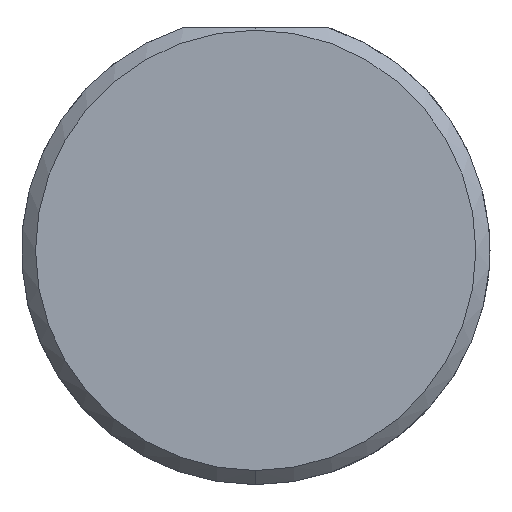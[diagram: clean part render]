
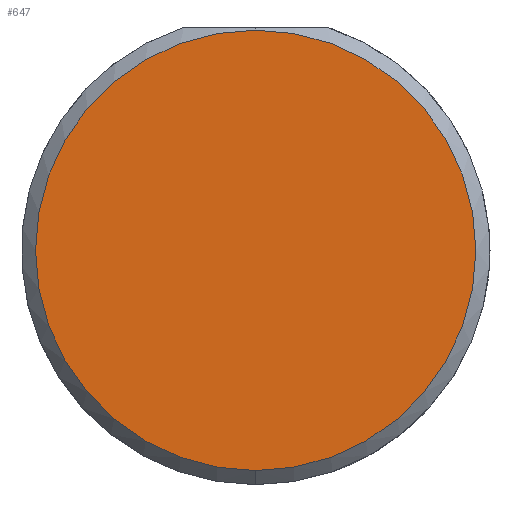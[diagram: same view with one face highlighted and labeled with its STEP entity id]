
A CAD part, left-side view. The second image highlights one B-rep face of the part: STEP entity #647.
In plain terms, the highlighted planar face has unit normal (-1, 0, 0).
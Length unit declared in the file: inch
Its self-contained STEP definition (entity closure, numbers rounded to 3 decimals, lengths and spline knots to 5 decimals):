
#19 = CARTESIAN_POINT ( 'NONE',  ( 0., 0., -0.23485 ) ) ;
#31 = CARTESIAN_POINT ( 'NONE',  ( 0., 0., 0. ) ) ;
#56 = CIRCLE ( 'NONE', #62, 0.23485 ) ;
#62 = AXIS2_PLACEMENT_3D ( 'NONE', #561, #259, #65 ) ;
#65 = DIRECTION ( 'NONE',  ( 0., 0., 1. ) ) ;
#89 = CARTESIAN_POINT ( 'NONE',  ( 0., 0., 0.23485 ) ) ;
#92 = AXIS2_PLACEMENT_3D ( 'NONE', #31, #399, #749 ) ;
#113 = FACE_OUTER_BOUND ( 'NONE', #248, .T. ) ;
#248 = EDGE_LOOP ( 'NONE', ( #254, #382 ) ) ;
#254 = ORIENTED_EDGE ( 'NONE', *, *, #368, .T. ) ;
#259 = DIRECTION ( 'NONE',  ( -1., 0., 0. ) ) ;
#285 = CIRCLE ( 'NONE', #92, 0.23485 ) ;
#328 = AXIS2_PLACEMENT_3D ( 'NONE', #577, #334, #689 ) ;
#334 = DIRECTION ( 'NONE',  ( 1., 0., 0. ) ) ;
#368 = EDGE_CURVE ( 'NONE', #421, #601, #56, .T. ) ;
#382 = ORIENTED_EDGE ( 'NONE', *, *, #599, .T. ) ;
#399 = DIRECTION ( 'NONE',  ( -1., 0., 0. ) ) ;
#421 = VERTEX_POINT ( 'NONE', #19 ) ;
#561 = CARTESIAN_POINT ( 'NONE',  ( 0., 0., 0. ) ) ;
#577 = CARTESIAN_POINT ( 'NONE',  ( 0., 0., 0. ) ) ;
#599 = EDGE_CURVE ( 'NONE', #601, #421, #285, .T. ) ;
#601 = VERTEX_POINT ( 'NONE', #89 ) ;
#637 = PLANE ( 'NONE',  #328 ) ;
#647 = ADVANCED_FACE ( 'NONE', ( #113 ), #637, .F. ) ;
#689 = DIRECTION ( 'NONE',  ( 0., 0., -1. ) ) ;
#749 = DIRECTION ( 'NONE',  ( 0., 0., 1. ) ) ;
